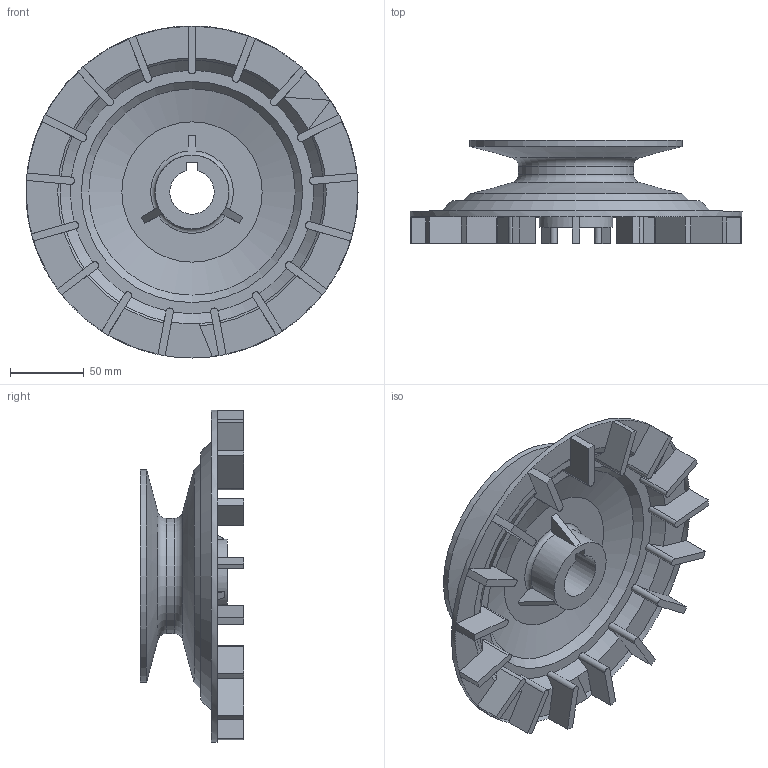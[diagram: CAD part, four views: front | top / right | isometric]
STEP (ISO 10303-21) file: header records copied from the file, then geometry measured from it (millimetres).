
FILE_DESCRIPTION(/* description */ (''),/* implementation_level */ '2;1');
FILE_NAME(/* name */ 'Part 027.stp',/* time_stamp */ '2015-02-21T07:56:25+02:00',/* author */ ('SFC'),/* organization */ (''),/* preprocessor_version */ 'ST-DEVELOPER v15.2',/* originating_system */ 'Autodesk Inventor 2014',/* authorisation */ '');
FILE_SCHEMA (('AUTOMOTIVE_DESIGN { 1 0 10303 214 3 1 1 }'));
Length unit declared in the file: millimetre
Products named in the file (1): Part 027
Bounding box: 225 x 70 x 225 mm (x, y, z)
Volume: 331347.9 mm3; surface area: 151203.8 mm2
Topology: 1 solids, 1 shells, 160 faces, 430 edges, 277 vertices
Faces by surface type: plane 87, cylinder 41, cone 24, torus 8
Full cylindrical faces by diameter (mm): 50 x2, 70 x1, 78 x1, 144 x1, 225 x1
Entity records: 5093 total; most frequent: CARTESIAN_POINT 1155, DIRECTION 827, ORIENTED_EDGE 820, EDGE_CURVE 410, AXIS2_PLACEMENT_3D 330, VERTEX_POINT 275, EDGE_LOOP 185, LINE 167
